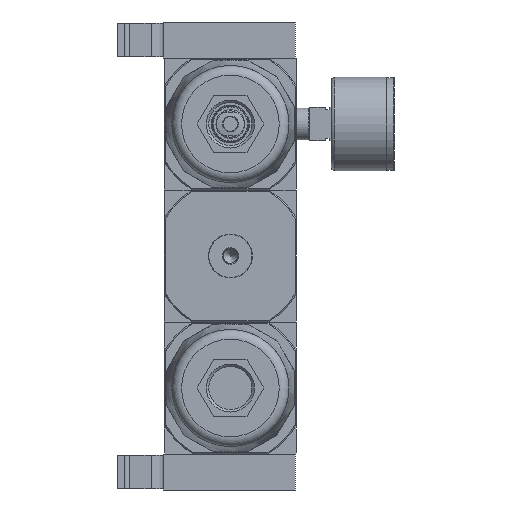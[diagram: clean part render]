
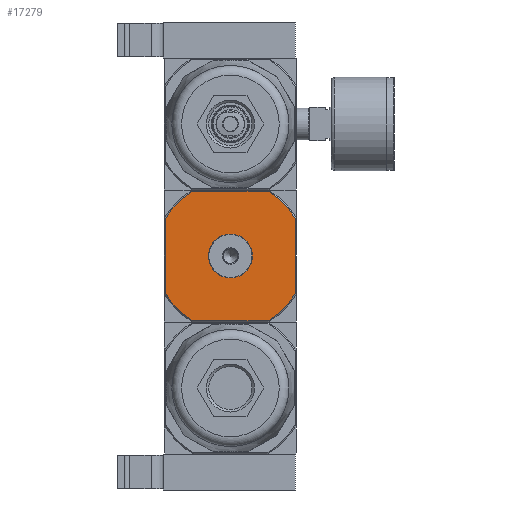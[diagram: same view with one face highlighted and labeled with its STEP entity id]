
A CAD part, front view. The second image highlights one B-rep face of the part: STEP entity #17279.
In plain terms, the highlighted planar face has unit normal (0, -1, 0).
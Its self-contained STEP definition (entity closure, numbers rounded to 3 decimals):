
#1696=CIRCLE('',#24328,6.579);
#1697=CIRCLE('',#24329,31.25);
#1698=CIRCLE('',#24330,31.25);
#1699=CIRCLE('',#24331,31.25);
#1700=CIRCLE('',#24332,31.25);
#4723=ORIENTED_EDGE('',*,*,#8329,.F.);
#4724=ORIENTED_EDGE('',*,*,#8330,.T.);
#4725=ORIENTED_EDGE('',*,*,#8331,.F.);
#4726=ORIENTED_EDGE('',*,*,#8325,.T.);
#4727=ORIENTED_EDGE('',*,*,#8332,.F.);
#4728=ORIENTED_EDGE('',*,*,#8333,.F.);
#4729=ORIENTED_EDGE('',*,*,#8334,.F.);
#4730=ORIENTED_EDGE('',*,*,#8335,.F.);
#4731=ORIENTED_EDGE('',*,*,#8336,.F.);
#8325=EDGE_CURVE('',#10389,#10390,#11727,.T.);
#8329=EDGE_CURVE('',#10393,#10393,#1696,.T.);
#8330=EDGE_CURVE('',#10394,#10395,#11729,.T.);
#8331=EDGE_CURVE('',#10389,#10395,#1697,.T.);
#8332=EDGE_CURVE('',#10396,#10390,#1698,.T.);
#8333=EDGE_CURVE('',#10397,#10396,#11730,.T.);
#8334=EDGE_CURVE('',#10398,#10397,#1699,.T.);
#8335=EDGE_CURVE('',#10399,#10398,#11731,.T.);
#8336=EDGE_CURVE('',#10394,#10399,#1700,.T.);
#10389=VERTEX_POINT('',#34116);
#10390=VERTEX_POINT('',#34117);
#10393=VERTEX_POINT('',#34131);
#10394=VERTEX_POINT('',#34133);
#10395=VERTEX_POINT('',#34134);
#10396=VERTEX_POINT('',#34137);
#10397=VERTEX_POINT('',#34139);
#10398=VERTEX_POINT('',#34141);
#10399=VERTEX_POINT('',#34143);
#11727=LINE('',#34115,#12793);
#11729=LINE('',#34132,#12795);
#11730=LINE('',#34138,#12796);
#11731=LINE('',#34142,#12797);
#12793=VECTOR('',#27983,1000.);
#12795=VECTOR('',#27989,1000.);
#12796=VECTOR('',#27994,1000.);
#12797=VECTOR('',#27997,1000.);
#14080=EDGE_LOOP('',(#4723));
#14081=EDGE_LOOP('',(#4724,#4725,#4726,#4727,#4728,#4729,#4730,#4731));
#15505=FACE_BOUND('',#14080,.T.);
#15506=FACE_BOUND('',#14081,.T.);
#16436=PLANE('',#24327);
#17279=ADVANCED_FACE('',(#15505,#15506),#16436,.F.);
#24327=AXIS2_PLACEMENT_3D('',#34129,#27985,#27986);
#24328=AXIS2_PLACEMENT_3D('',#34130,#27987,#27988);
#24329=AXIS2_PLACEMENT_3D('',#34135,#27990,#27991);
#24330=AXIS2_PLACEMENT_3D('',#34136,#27992,#27993);
#24331=AXIS2_PLACEMENT_3D('',#34140,#27995,#27996);
#24332=AXIS2_PLACEMENT_3D('',#34144,#27998,#27999);
#27983=DIRECTION('',(0.,0.,-1.));
#27985=DIRECTION('',(0.,1.,0.));
#27986=DIRECTION('',(0.,0.,1.));
#27987=DIRECTION('',(0.,-1.,0.));
#27988=DIRECTION('',(0.,0.,-1.));
#27989=DIRECTION('',(-1.,0.,0.));
#27990=DIRECTION('',(0.,1.,0.));
#27991=DIRECTION('',(-1.,0.,0.));
#27992=DIRECTION('',(0.,1.,0.));
#27993=DIRECTION('',(-1.,0.,0.));
#27994=DIRECTION('',(-1.,0.,0.));
#27995=DIRECTION('',(0.,1.,0.));
#27996=DIRECTION('',(-1.,0.,0.));
#27997=DIRECTION('',(0.,0.,-1.));
#27998=DIRECTION('',(0.,1.,0.));
#27999=DIRECTION('',(-1.,0.,0.));
#34115=CARTESIAN_POINT('',(-27.,-27.5,27.5));
#34116=CARTESIAN_POINT('',(-27.,-27.5,15.734));
#34117=CARTESIAN_POINT('',(-27.,-27.5,-15.734));
#34129=CARTESIAN_POINT('',(-27.,-27.5,27.5));
#34130=CARTESIAN_POINT('',(0.,-27.5,0.));
#34131=CARTESIAN_POINT('',(0.,-27.5,-6.579));
#34132=CARTESIAN_POINT('',(27.5,-27.5,27.));
#34133=CARTESIAN_POINT('',(15.734,-27.5,27.));
#34134=CARTESIAN_POINT('',(-15.734,-27.5,27.));
#34135=CARTESIAN_POINT('',(0.,-27.5,0.));
#34136=CARTESIAN_POINT('',(0.,-27.5,0.));
#34137=CARTESIAN_POINT('',(-15.734,-27.5,-27.));
#34138=CARTESIAN_POINT('',(27.5,-27.5,-27.));
#34139=CARTESIAN_POINT('',(15.734,-27.5,-27.));
#34140=CARTESIAN_POINT('',(0.,-27.5,0.));
#34141=CARTESIAN_POINT('',(27.,-27.5,-15.734));
#34142=CARTESIAN_POINT('',(27.,-27.5,27.5));
#34143=CARTESIAN_POINT('',(27.,-27.5,15.734));
#34144=CARTESIAN_POINT('',(0.,-27.5,0.));
